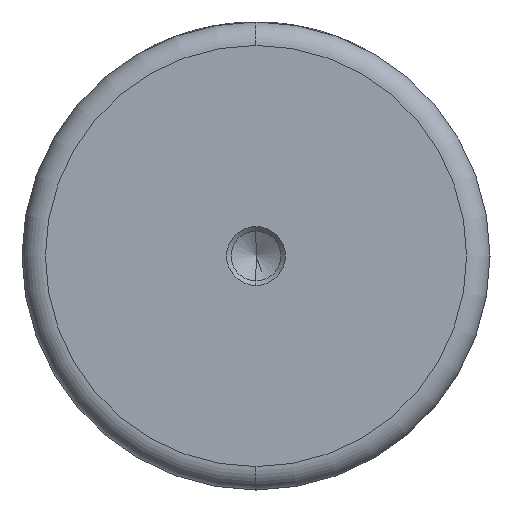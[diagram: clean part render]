
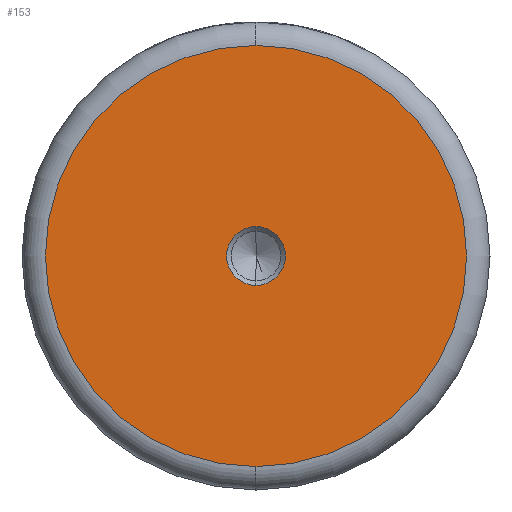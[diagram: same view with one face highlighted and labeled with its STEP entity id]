
A CAD part, left-side view. The second image highlights one B-rep face of the part: STEP entity #153.
In plain terms, the highlighted planar face has unit normal (-1, 0, 0).
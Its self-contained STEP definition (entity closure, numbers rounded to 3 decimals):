
#14 = FACE_OUTER_BOUND ( 'NONE', #266, .T. ) ;
#21 = CARTESIAN_POINT ( 'NONE',  ( 0., 0., 0. ) ) ;
#42 = FACE_BOUND ( 'NONE', #509, .T. ) ;
#90 = DIRECTION ( 'NONE',  ( -1., 0., 0. ) ) ;
#153 = ADVANCED_FACE ( 'NONE', ( #42, #14 ), #951, .T. ) ;
#156 = DIRECTION ( 'NONE',  ( 0., 0., 1. ) ) ;
#183 = ORIENTED_EDGE ( 'NONE', *, *, #1163, .F. ) ;
#246 = EDGE_CURVE ( 'NONE', #1359, #1341, #262, .T. ) ;
#260 = DIRECTION ( 'NONE',  ( -1., 0., 0. ) ) ;
#262 = CIRCLE ( 'NONE', #1152, 36. ) ;
#266 = EDGE_LOOP ( 'NONE', ( #1057, #293 ) ) ;
#293 = ORIENTED_EDGE ( 'NONE', *, *, #246, .T. ) ;
#324 = CARTESIAN_POINT ( 'NONE',  ( 0., 0., 0. ) ) ;
#445 = CIRCLE ( 'NONE', #1114, 36. ) ;
#446 = DIRECTION ( 'NONE',  ( 0., 0., 1. ) ) ;
#494 = AXIS2_PLACEMENT_3D ( 'NONE', #21, #885, #156 ) ;
#509 = EDGE_LOOP ( 'NONE', ( #183, #757 ) ) ;
#524 = CARTESIAN_POINT ( 'NONE',  ( 0., 0., -5.025 ) ) ;
#668 = CIRCLE ( 'NONE', #494, 5.025 ) ;
#730 = CARTESIAN_POINT ( 'NONE',  ( 0., 0., 0. ) ) ;
#757 = ORIENTED_EDGE ( 'NONE', *, *, #1482, .F. ) ;
#758 = DIRECTION ( 'NONE',  ( -1., 0., 0. ) ) ;
#790 = CIRCLE ( 'NONE', #1282, 5.025 ) ;
#800 = VERTEX_POINT ( 'NONE', #524 ) ;
#885 = DIRECTION ( 'NONE',  ( -1., 0., 0. ) ) ;
#951 = PLANE ( 'NONE',  #1399 ) ;
#975 = CARTESIAN_POINT ( 'NONE',  ( 0., 0., 0. ) ) ;
#1037 = VERTEX_POINT ( 'NONE', #1376 ) ;
#1057 = ORIENTED_EDGE ( 'NONE', *, *, #1138, .T. ) ;
#1072 = DIRECTION ( 'NONE',  ( 0., 0., 1. ) ) ;
#1084 = CARTESIAN_POINT ( 'NONE',  ( 0., 0., 36. ) ) ;
#1087 = CARTESIAN_POINT ( 'NONE',  ( 0., 0., -36. ) ) ;
#1094 = DIRECTION ( 'NONE',  ( 0., 0., 1. ) ) ;
#1114 = AXIS2_PLACEMENT_3D ( 'NONE', #975, #260, #1094 ) ;
#1138 = EDGE_CURVE ( 'NONE', #1341, #1359, #445, .T. ) ;
#1142 = DIRECTION ( 'NONE',  ( -1., 0., 0. ) ) ;
#1152 = AXIS2_PLACEMENT_3D ( 'NONE', #324, #1142, #446 ) ;
#1163 = EDGE_CURVE ( 'NONE', #1037, #800, #790, .T. ) ;
#1282 = AXIS2_PLACEMENT_3D ( 'NONE', #1457, #758, #1571 ) ;
#1341 = VERTEX_POINT ( 'NONE', #1084 ) ;
#1359 = VERTEX_POINT ( 'NONE', #1087 ) ;
#1376 = CARTESIAN_POINT ( 'NONE',  ( 0., 0., 5.025 ) ) ;
#1399 = AXIS2_PLACEMENT_3D ( 'NONE', #730, #90, #1072 ) ;
#1457 = CARTESIAN_POINT ( 'NONE',  ( 0., 0., 0. ) ) ;
#1482 = EDGE_CURVE ( 'NONE', #800, #1037, #668, .T. ) ;
#1571 = DIRECTION ( 'NONE',  ( 0., 0., 1. ) ) ;
